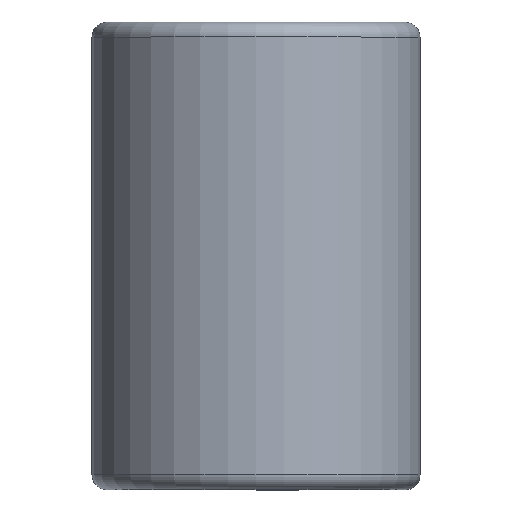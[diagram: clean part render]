
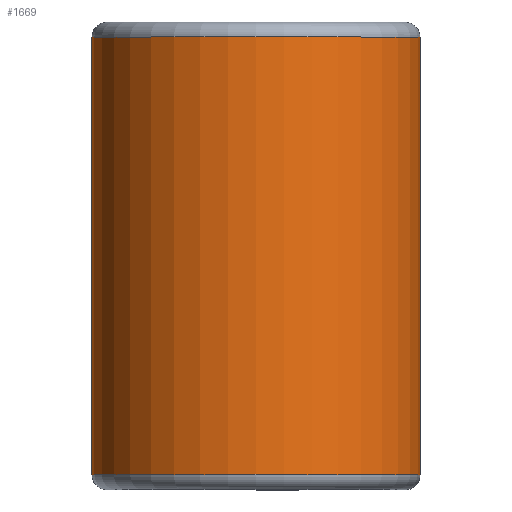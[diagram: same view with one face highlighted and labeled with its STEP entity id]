
A CAD part, top view. The second image highlights one B-rep face of the part: STEP entity #1669.
In plain terms, the highlighted cylindrical face has radius 8.357 mm (diameter 16.713 mm), a partial arc.
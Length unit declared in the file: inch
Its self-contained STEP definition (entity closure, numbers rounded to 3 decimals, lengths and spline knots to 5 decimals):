
#94 = CARTESIAN_POINT ( 'NONE',  ( 0., 0.43875, -0.329 ) ) ;
#130 = DIRECTION ( 'NONE',  ( 0., 0., -1. ) ) ;
#136 = ORIENTED_EDGE ( 'NONE', *, *, #2180, .F. ) ;
#147 = DIRECTION ( 'NONE',  ( 0., 0., -1. ) ) ;
#196 = CYLINDRICAL_SURFACE ( 'NONE', #810, 0.329 ) ;
#216 = EDGE_CURVE ( 'NONE', #1699, #1765, #625, .T. ) ;
#274 = VECTOR ( 'NONE', #282, 39.37008 ) ;
#282 = DIRECTION ( 'NONE',  ( 0., 1., 0. ) ) ;
#324 = CARTESIAN_POINT ( 'NONE',  ( 0.329, 0.43875, 0. ) ) ;
#382 = ORIENTED_EDGE ( 'NONE', *, *, #216, .T. ) ;
#439 = FACE_OUTER_BOUND ( 'NONE', #1174, .T. ) ;
#462 = CIRCLE ( 'NONE', #1233, 0.329 ) ;
#483 = CARTESIAN_POINT ( 'NONE',  ( 0., -0.43875, 0. ) ) ;
#625 = LINE ( 'NONE', #1369, #1092 ) ;
#691 = DIRECTION ( 'NONE',  ( 0., 0., -1. ) ) ;
#743 = CARTESIAN_POINT ( 'NONE',  ( 0., -0.43875, -0.329 ) ) ;
#756 = ORIENTED_EDGE ( 'NONE', *, *, #1544, .F. ) ;
#758 = ORIENTED_EDGE ( 'NONE', *, *, #2291, .T. ) ;
#810 = AXIS2_PLACEMENT_3D ( 'NONE', #1626, #1112, #130 ) ;
#1053 = AXIS2_PLACEMENT_3D ( 'NONE', #483, #1799, #691 ) ;
#1092 = VECTOR ( 'NONE', #1336, 39.37008 ) ;
#1112 = DIRECTION ( 'NONE',  ( 0., -1., 0. ) ) ;
#1127 = CARTESIAN_POINT ( 'NONE',  ( 0.329, -0.43875, 0. ) ) ;
#1174 = EDGE_LOOP ( 'NONE', ( #382, #758, #136, #756 ) ) ;
#1233 = AXIS2_PLACEMENT_3D ( 'NONE', #2416, #1291, #147 ) ;
#1291 = DIRECTION ( 'NONE',  ( 0., -1., 0. ) ) ;
#1336 = DIRECTION ( 'NONE',  ( 0., 1., 0. ) ) ;
#1352 = LINE ( 'NONE', #94, #274 ) ;
#1369 = CARTESIAN_POINT ( 'NONE',  ( 0.329, 0.43875, 0. ) ) ;
#1544 = EDGE_CURVE ( 'NONE', #1699, #2269, #2043, .T. ) ;
#1626 = CARTESIAN_POINT ( 'NONE',  ( 0., 0.4375, 0. ) ) ;
#1669 = ADVANCED_FACE ( 'NONE', ( #439 ), #196, .T. ) ;
#1699 = VERTEX_POINT ( 'NONE', #1127 ) ;
#1765 = VERTEX_POINT ( 'NONE', #324 ) ;
#1799 = DIRECTION ( 'NONE',  ( 0., -1., 0. ) ) ;
#2043 = CIRCLE ( 'NONE', #1053, 0.329 ) ;
#2180 = EDGE_CURVE ( 'NONE', #2269, #2394, #1352, .T. ) ;
#2269 = VERTEX_POINT ( 'NONE', #743 ) ;
#2291 = EDGE_CURVE ( 'NONE', #1765, #2394, #462, .T. ) ;
#2394 = VERTEX_POINT ( 'NONE', #2436 ) ;
#2416 = CARTESIAN_POINT ( 'NONE',  ( 0., 0.43875, 0. ) ) ;
#2436 = CARTESIAN_POINT ( 'NONE',  ( 0., 0.43875, -0.329 ) ) ;
